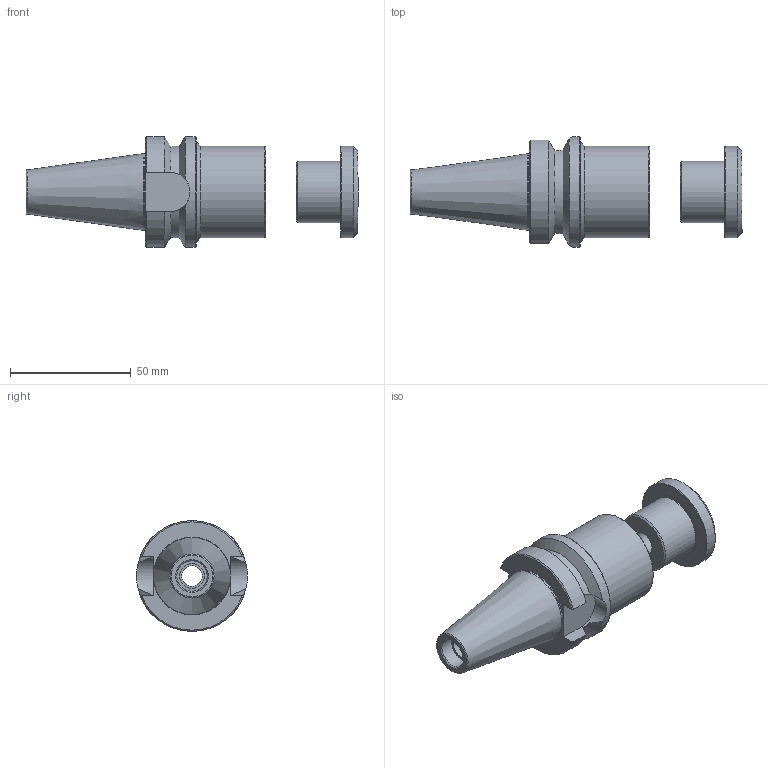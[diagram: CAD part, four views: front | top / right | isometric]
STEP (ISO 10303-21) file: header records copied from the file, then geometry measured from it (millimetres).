
FILE_DESCRIPTION(/* description */ (''),/* implementation_level */ '2;1');
FILE_NAME(/* name */ 'BT30-SSA1.0-2.0D.step',/* time_stamp */ '2026-01-14T17:28:25-06:00',/* author */ (''),/* organization */ (''),/* preprocessor_version */ 'ST-DEVELOPER v20.1',/* originating_system */ 'Autodesk Translation Framework v14.21.0.0',/* authorisation */ '');
FILE_SCHEMA (('AUTOMOTIVE_DESIGN { 1 0 10303 214 3 1 1 }'));
Length unit declared in the file: inch
Products named in the file (3): BT30 DUAL CONTACT TEMPLATE FINALIZED; BT30 DUAL CONTACT TEMPLATE FINALIZED_1; SSA 1.0-CAP v3
Assembly tree (2 placements, depth 3):
  BT30 DUAL CONTACT TEMPLATE FINALIZED
    BT30 DUAL CONTACT TEMPLATE FINALIZED_1
      SSA 1.0-CAP v3
Bounding box: 137.62 x 45.92 x 45.92 mm (x, y, z)
Volume: 83937.5 mm3; surface area: 22562.6 mm2
Topology: 2 solids, 2 shells, 74 faces, 174 edges, 111 vertices
Faces by surface type: cylinder 27, cone 26, plane 19, torus 2
Full cylindrical faces by diameter (mm): 2.591 x8, 8.458 x1, 9.982 x1, 10.16 x1, 12.548 x1, 14.605 x1, 25.143 x1, 25.397 x1, 25.4 x1, 26.921 x1, 31.75 x1, 37.897 x1, 38.1 x1, 45.923 x1
Entity records: 2302 total; most frequent: CARTESIAN_POINT 448, DIRECTION 397, ORIENTED_EDGE 332, AXIS2_PLACEMENT_3D 168, EDGE_CURVE 166, VERTEX_POINT 111, EDGE_LOOP 93, CIRCLE 89
